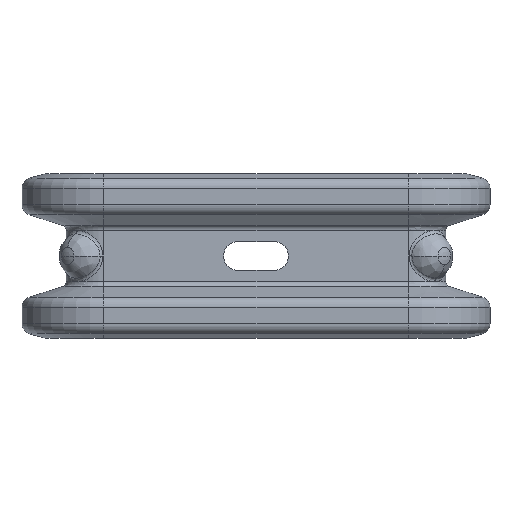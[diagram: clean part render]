
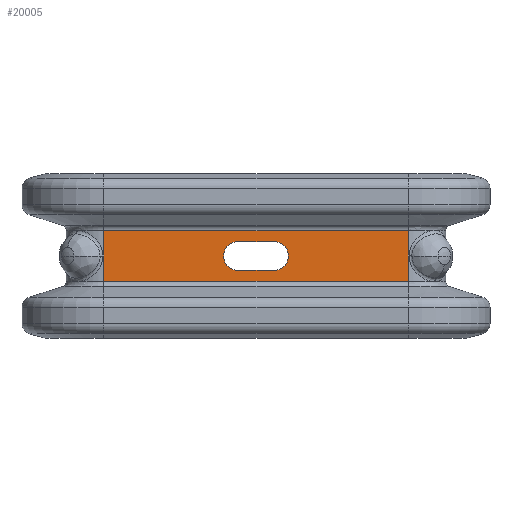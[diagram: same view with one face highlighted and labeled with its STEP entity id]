
A CAD part, left-side view. The second image highlights one B-rep face of the part: STEP entity #20005.
In plain terms, the highlighted planar face has unit normal (-1, 0, 0).
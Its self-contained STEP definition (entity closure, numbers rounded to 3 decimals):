
#5204=DIRECTION('',(0.,1.,0.));
#5205=VECTOR('',#5204,117.);
#5206=CARTESIAN_POINT('',(-257.,31.5,9.8));
#5207=LINE('',#5206,#5205);
#5208=DIRECTION('',(0.,0.,1.));
#5209=VECTOR('',#5208,19.6);
#5210=CARTESIAN_POINT('',(-257.,31.5,-9.8));
#5211=LINE('',#5210,#5209);
#5212=DIRECTION('',(0.,1.,0.));
#5213=VECTOR('',#5212,117.);
#5214=CARTESIAN_POINT('',(-257.,31.5,-9.8));
#5215=LINE('',#5214,#5213);
#5216=DIRECTION('',(0.,1.,0.));
#5217=VECTOR('',#5216,14.);
#5218=CARTESIAN_POINT('',(-257.,83.,5.5));
#5219=LINE('',#5218,#5217);
#5220=CARTESIAN_POINT('',(-257.,97.,0.));
#5221=DIRECTION('',(1.,0.,0.));
#5222=DIRECTION('',(0.,0.,-1.));
#5223=AXIS2_PLACEMENT_3D('',#5220,#5221,#5222);
#5225=DIRECTION('',(0.,-1.,0.));
#5226=VECTOR('',#5225,14.);
#5227=CARTESIAN_POINT('',(-257.,97.,-5.5));
#5228=LINE('',#5227,#5226);
#5229=CARTESIAN_POINT('',(-257.,83.,0.));
#5230=DIRECTION('',(1.,0.,0.));
#5231=DIRECTION('',(0.,0.,1.));
#5232=AXIS2_PLACEMENT_3D('',#5229,#5230,#5231);
#6351=DIRECTION('',(0.,0.,1.));
#6352=VECTOR('',#6351,19.6);
#6353=CARTESIAN_POINT('',(-257.,148.5,-9.8));
#6354=LINE('',#6353,#6352);
#10929=CARTESIAN_POINT('',(-257.,31.5,-9.8));
#10930=VERTEX_POINT('',#10929);
#10931=CARTESIAN_POINT('',(-257.,31.5,9.8));
#10932=VERTEX_POINT('',#10931);
#10957=CARTESIAN_POINT('',(-257.,148.5,-9.8));
#10958=VERTEX_POINT('',#10957);
#10959=CARTESIAN_POINT('',(-257.,148.5,9.8));
#10960=VERTEX_POINT('',#10959);
#11185=CARTESIAN_POINT('',(-257.,83.,5.5));
#11186=CARTESIAN_POINT('',(-257.,97.,5.5));
#11187=VERTEX_POINT('',#11185);
#11188=VERTEX_POINT('',#11186);
#11189=CARTESIAN_POINT('',(-257.,97.,-5.5));
#11190=VERTEX_POINT('',#11189);
#11191=CARTESIAN_POINT('',(-257.,83.,-5.5));
#11192=VERTEX_POINT('',#11191);
#19982=CARTESIAN_POINT('',(-257.,31.5,-9.8));
#19983=DIRECTION('',(-1.,0.,0.));
#19984=DIRECTION('',(0.,0.,1.));
#19985=AXIS2_PLACEMENT_3D('',#19982,#19983,#19984);
#19986=PLANE('',#19985);
#19987=ORIENTED_EDGE('',*,*,#17977,.F.);
#19989=ORIENTED_EDGE('',*,*,#19988,.T.);
#19991=ORIENTED_EDGE('',*,*,#19990,.T.);
#19992=ORIENTED_EDGE('',*,*,#19974,.F.);
#19993=EDGE_LOOP('',(#19987,#19989,#19991,#19992));
#19994=FACE_OUTER_BOUND('',#19993,.F.);
#19996=ORIENTED_EDGE('',*,*,#19995,.T.);
#19998=ORIENTED_EDGE('',*,*,#19997,.F.);
#20000=ORIENTED_EDGE('',*,*,#19999,.T.);
#20002=ORIENTED_EDGE('',*,*,#20001,.F.);
#20003=EDGE_LOOP('',(#19996,#19998,#20000,#20002));
#20004=FACE_BOUND('',#20003,.F.);
#20005=ADVANCED_FACE('',(#19994,#20004),#19986,.T.);
#5224=CIRCLE('',#5223,5.5);
#5233=CIRCLE('',#5232,5.5);
#17977=EDGE_CURVE('',#10930,#10932,#5211,.T.);
#19974=EDGE_CURVE('',#10932,#10960,#5207,.T.);
#19988=EDGE_CURVE('',#10930,#10958,#5215,.T.);
#19990=EDGE_CURVE('',#10958,#10960,#6354,.T.);
#19995=EDGE_CURVE('',#11187,#11188,#5219,.T.);
#19997=EDGE_CURVE('',#11190,#11188,#5224,.T.);
#19999=EDGE_CURVE('',#11190,#11192,#5228,.T.);
#20001=EDGE_CURVE('',#11187,#11192,#5233,.T.);
